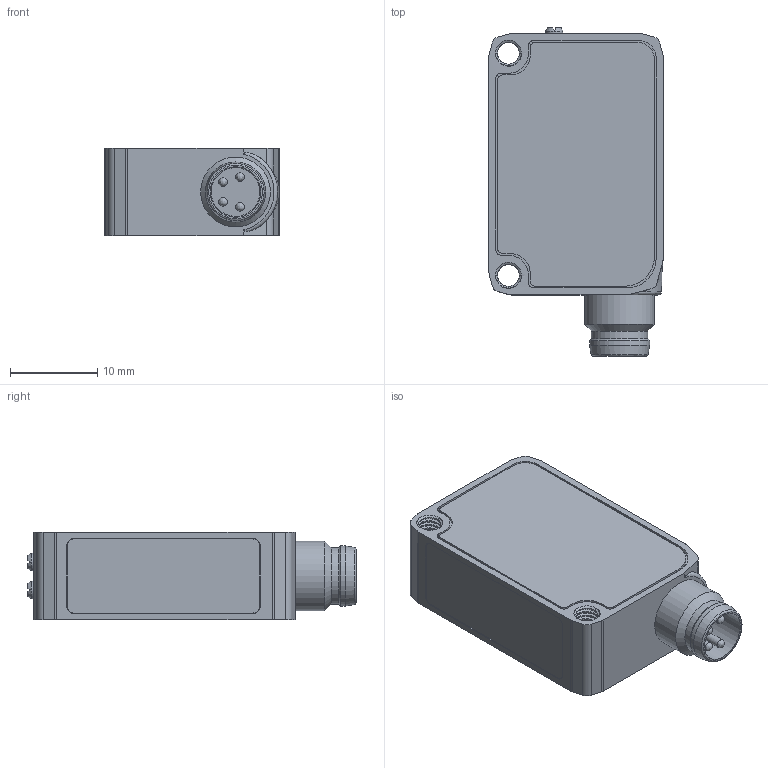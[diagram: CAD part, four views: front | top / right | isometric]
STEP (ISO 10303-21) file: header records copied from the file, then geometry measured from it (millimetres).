
FILE_DESCRIPTION (( 'STEP AP214' ), '1' );
FILE_NAME ('LLR-C23PA-NMS-101.STEP', '2022-04-06T14:41:17', ( '' ), ( '' ), 'SwSTEP 2.0', 'SolidWorks 2021', '' );
FILE_SCHEMA (( 'AUTOMOTIVE_DESIGN' ));
Length unit declared in the file: inch
Products named in the file (1): LLR-C23PA-NMS-101
Bounding box: 20 x 37.65 x 10 mm (x, y, z)
Volume: 5950.8 mm3; surface area: 2813 mm2
Topology: 1 solids, 1 shells, 274 faces, 740 edges, 477 vertices
Faces by surface type: cylinder 136, plane 87, bspline 37, cone 14
Full cylindrical faces by diameter (mm): 1 x4, 2 x2, 3.6 x2, 5.8 x1, 6.5 x1, 6.9 x1, 8 x1
Entity records: 22208 total; most frequent: CARTESIAN_POINT 15982, ORIENTED_EDGE 1410, DIRECTION 1059, EDGE_CURVE 705, VERTEX_POINT 469, AXIS2_PLACEMENT_3D 372, LINE 315, VECTOR 315
